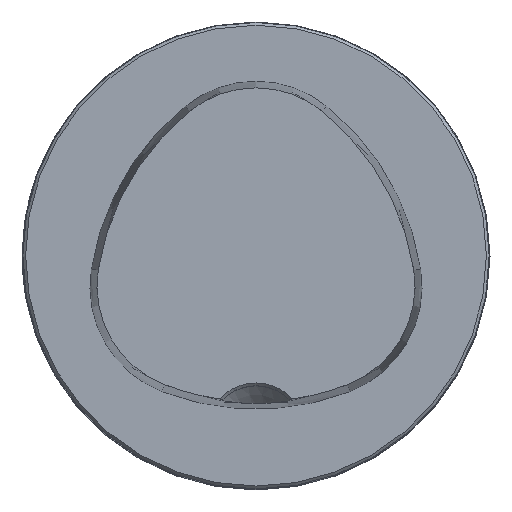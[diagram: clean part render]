
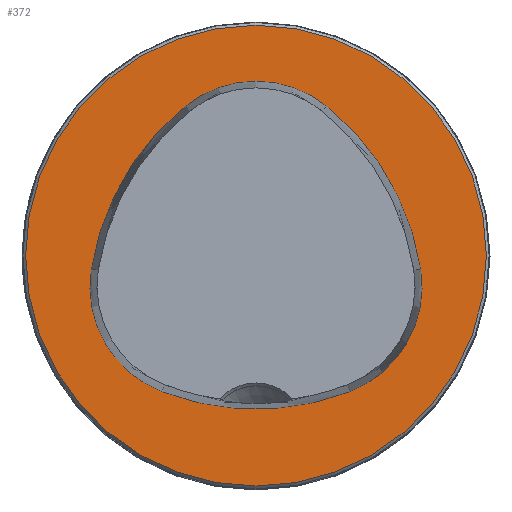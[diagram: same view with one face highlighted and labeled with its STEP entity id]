
A CAD part, top view. The second image highlights one B-rep face of the part: STEP entity #372.
In plain terms, the highlighted planar face has unit normal (0, 0, 1).
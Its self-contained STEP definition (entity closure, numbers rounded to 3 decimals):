
#181=FACE_BOUND('',#705,.T.);
#182=FACE_BOUND('',#706,.T.);
#215=CIRCLE('',#2541,28.075);
#217=CIRCLE('',#2544,28.075);
#218=CIRCLE('',#2545,12.075);
#219=CIRCLE('',#2546,28.075);
#220=CIRCLE('',#2547,12.075);
#221=CIRCLE('',#2548,12.075);
#222=CIRCLE('',#2549,24.7);
#372=ADVANCED_FACE('CU_FL_N1_SU_1',(#181,#182),#502,.T.);
#502=PLANE('',#2550);
#705=EDGE_LOOP('',(#1022,#1023,#1024,#1025,#1026,#1027));
#706=EDGE_LOOP('',(#1028));
#1022=ORIENTED_EDGE('',*,*,#1913,.F.);
#1023=ORIENTED_EDGE('',*,*,#1914,.F.);
#1024=ORIENTED_EDGE('',*,*,#1915,.F.);
#1025=ORIENTED_EDGE('',*,*,#1916,.F.);
#1026=ORIENTED_EDGE('',*,*,#1910,.F.);
#1027=ORIENTED_EDGE('',*,*,#1917,.F.);
#1028=ORIENTED_EDGE('',*,*,#1918,.T.);
#1675=VERTEX_POINT('',#4014);
#1676=VERTEX_POINT('',#4016);
#1678=VERTEX_POINT('',#4022);
#1679=VERTEX_POINT('',#4023);
#1680=VERTEX_POINT('',#4025);
#1681=VERTEX_POINT('',#4027);
#1682=VERTEX_POINT('',#4031);
#1910=EDGE_CURVE('',#1675,#1676,#215,.T.);
#1913=EDGE_CURVE('',#1678,#1679,#217,.T.);
#1914=EDGE_CURVE('',#1680,#1678,#218,.T.);
#1915=EDGE_CURVE('',#1681,#1680,#219,.T.);
#1916=EDGE_CURVE('',#1676,#1681,#220,.T.);
#1917=EDGE_CURVE('',#1679,#1675,#221,.T.);
#1918=EDGE_CURVE('',#1682,#1682,#222,.T.);
#2541=AXIS2_PLACEMENT_3D('',#4015,#2850,#2851);
#2544=AXIS2_PLACEMENT_3D('',#4021,#2857,#2858);
#2545=AXIS2_PLACEMENT_3D('',#4024,#2859,#2860);
#2546=AXIS2_PLACEMENT_3D('',#4026,#2861,#2862);
#2547=AXIS2_PLACEMENT_3D('',#4028,#2863,#2864);
#2548=AXIS2_PLACEMENT_3D('',#4029,#2865,#2866);
#2549=AXIS2_PLACEMENT_3D('',#4030,#2867,#2868);
#2550=AXIS2_PLACEMENT_3D('',#4032,#2869,#2870);
#2850=DIRECTION('',(0.,0.,1.));
#2851=DIRECTION('',(1.,0.,0.));
#2857=DIRECTION('',(0.,0.,1.));
#2858=DIRECTION('',(1.,0.,0.));
#2859=DIRECTION('',(0.,0.,1.));
#2860=DIRECTION('',(1.,0.,0.));
#2861=DIRECTION('',(0.,0.,1.));
#2862=DIRECTION('',(1.,0.,0.));
#2863=DIRECTION('',(0.,0.,1.));
#2864=DIRECTION('',(1.,0.,0.));
#2865=DIRECTION('',(0.,0.,1.));
#2866=DIRECTION('',(1.,0.,0.));
#2867=DIRECTION('',(0.,0.,1.));
#2868=DIRECTION('',(1.,0.,0.));
#2869=DIRECTION('',(0.,0.,1.));
#2870=DIRECTION('',(1.,0.,0.));
#4014=CARTESIAN_POINT('',(-10.05,-14.595,0.));
#4015=CARTESIAN_POINT('',(0.,11.62,0.));
#4016=CARTESIAN_POINT('',(10.05,-14.595,0.));
#4021=CARTESIAN_POINT('',(10.078,-5.807,0.));
#4022=CARTESIAN_POINT('',(-7.606,15.999,0.));
#4023=CARTESIAN_POINT('',(-17.656,-1.443,0.));
#4024=CARTESIAN_POINT('',(0.,6.62,0.));
#4025=CARTESIAN_POINT('',(7.606,15.999,0.));
#4026=CARTESIAN_POINT('',(-10.078,-5.807,0.));
#4027=CARTESIAN_POINT('',(17.656,-1.443,0.));
#4028=CARTESIAN_POINT('',(5.727,-3.32,0.));
#4029=CARTESIAN_POINT('',(-5.727,-3.32,0.));
#4030=CARTESIAN_POINT('',(0.,0.,0.));
#4031=CARTESIAN_POINT('',(24.7,0.,0.));
#4032=CARTESIAN_POINT('',(0.,0.,0.));
